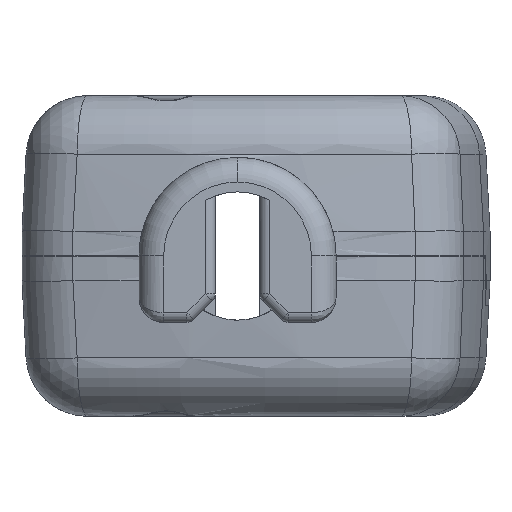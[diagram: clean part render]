
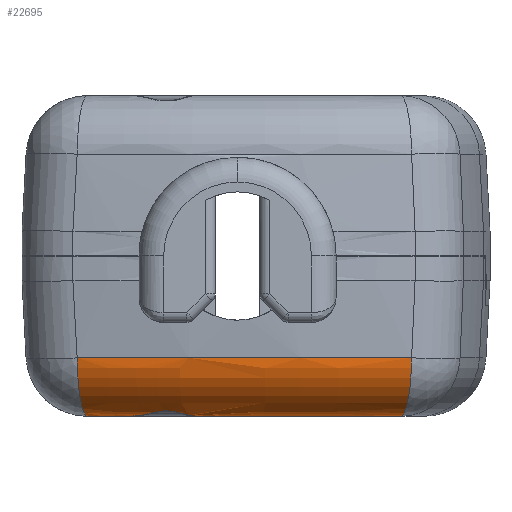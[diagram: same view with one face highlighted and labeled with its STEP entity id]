
A CAD part, left-side view. The second image highlights one B-rep face of the part: STEP entity #22695.
In plain terms, the highlighted toroidal (fillet/blend) face has major radius 36.11 mm and minor radius 2.5 mm.
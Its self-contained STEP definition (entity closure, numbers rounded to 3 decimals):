
#58=TOROIDAL_SURFACE('',#24076,36.11,2.5);
#618=B_SPLINE_CURVE_WITH_KNOTS('',3,(#32622,#32623,#32624,#32625),
 .UNSPECIFIED.,.F.,.F.,(4,4),(0.,1.),.UNSPECIFIED.);
#619=B_SPLINE_CURVE_WITH_KNOTS('',3,(#32627,#32628,#32629,#32630,#32631),
 .UNSPECIFIED.,.F.,.F.,(4,1,4),(0.,0.5,1.),
 .UNSPECIFIED.);
#620=B_SPLINE_CURVE_WITH_KNOTS('',3,(#32633,#32634,#32635,#32636),
 .UNSPECIFIED.,.F.,.F.,(4,4),(0.,1.),.UNSPECIFIED.);
#621=B_SPLINE_CURVE_WITH_KNOTS('',3,(#32638,#32639,#32640,#32641),
 .UNSPECIFIED.,.F.,.F.,(4,4),(0.,1.),.UNSPECIFIED.);
#6583=ORIENTED_EDGE('',*,*,#13359,.T.);
#6584=ORIENTED_EDGE('',*,*,#13360,.F.);
#6585=ORIENTED_EDGE('',*,*,#13361,.T.);
#6586=ORIENTED_EDGE('',*,*,#13362,.T.);
#6587=ORIENTED_EDGE('',*,*,#13363,.T.);
#6588=ORIENTED_EDGE('',*,*,#13364,.T.);
#6589=ORIENTED_EDGE('',*,*,#13365,.F.);
#6590=ORIENTED_EDGE('',*,*,#13354,.F.);
#6591=ORIENTED_EDGE('',*,*,#13366,.F.);
#13354=EDGE_CURVE('',#16703,#16694,#18692,.T.);
#13359=EDGE_CURVE('',#16706,#16707,#18696,.T.);
#13360=EDGE_CURVE('',#16708,#16707,#18697,.T.);
#13361=EDGE_CURVE('',#16708,#16709,#618,.T.);
#13362=EDGE_CURVE('',#16709,#16710,#619,.T.);
#13363=EDGE_CURVE('',#16710,#16711,#620,.T.);
#13364=EDGE_CURVE('',#16711,#16712,#621,.T.);
#13365=EDGE_CURVE('',#16694,#16712,#18698,.T.);
#13366=EDGE_CURVE('',#16706,#16703,#18699,.T.);
#16694=VERTEX_POINT('',#32573);
#16703=VERTEX_POINT('',#32604);
#16706=VERTEX_POINT('',#32618);
#16707=VERTEX_POINT('',#32619);
#16708=VERTEX_POINT('',#32621);
#16709=VERTEX_POINT('',#32626);
#16710=VERTEX_POINT('',#32632);
#16711=VERTEX_POINT('',#32637);
#16712=VERTEX_POINT('',#32642);
#18692=CIRCLE('',#24071,2.5);
#18696=CIRCLE('',#24077,2.5);
#18697=CIRCLE('',#24078,36.11);
#18698=CIRCLE('',#24079,36.11);
#18699=CIRCLE('',#24080,38.606);
#19187=EDGE_LOOP('',(#6583,#6584,#6585,#6586,#6587,#6588,#6589,#6590,#6591));
#20529=FACE_BOUND('',#19187,.T.);
#22695=ADVANCED_FACE('',(#20529),#58,.T.);
#24071=AXIS2_PLACEMENT_3D('',#32603,#26234,#26235);
#24076=AXIS2_PLACEMENT_3D('',#32616,#26244,#26245);
#24077=AXIS2_PLACEMENT_3D('',#32617,#26246,#26247);
#24078=AXIS2_PLACEMENT_3D('',#32620,#26248,#26249);
#24079=AXIS2_PLACEMENT_3D('',#32643,#26250,#26251);
#24080=AXIS2_PLACEMENT_3D('',#32644,#26252,#26253);
#26234=DIRECTION('',(0.183,-0.983,0.));
#26235=DIRECTION('',(0.983,0.183,0.));
#26244=DIRECTION('',(0.,0.,1.));
#26245=DIRECTION('',(1.,0.,0.));
#26246=DIRECTION('',(-0.169,-0.986,0.));
#26247=DIRECTION('',(-0.986,0.169,0.));
#26248=DIRECTION('',(0.,0.,-1.));
#26249=DIRECTION('',(1.,0.,0.));
#26250=DIRECTION('',(0.,0.,-1.));
#26251=DIRECTION('',(1.,0.,0.));
#26252=DIRECTION('',(0.,0.,1.));
#26253=DIRECTION('',(-1.,0.,0.));
#32573=CARTESIAN_POINT('',(-86.696,-12.179,-0.2));
#32603=CARTESIAN_POINT('',(-86.696,-12.179,2.3));
#32604=CARTESIAN_POINT('',(-89.15,-12.635,2.169));
#32616=CARTESIAN_POINT('',(-51.194,-5.579,2.3));
#32617=CARTESIAN_POINT('',(-86.785,0.522,2.3));
#32618=CARTESIAN_POINT('',(-89.245,0.944,2.169));
#32619=CARTESIAN_POINT('',(-86.785,0.522,-0.2));
#32620=CARTESIAN_POINT('',(-51.194,-5.579,-0.2));
#32621=CARTESIAN_POINT('',(-87.042,-1.237,-0.2));
#32622=CARTESIAN_POINT('',(-87.042,-1.237,-0.2));
#32623=CARTESIAN_POINT('',(-87.367,-1.537,-0.2));
#32624=CARTESIAN_POINT('',(-87.652,-1.8,-0.151));
#32625=CARTESIAN_POINT('',(-87.893,-2.022,-0.081));
#32626=CARTESIAN_POINT('',(-87.893,-2.022,-0.081));
#32627=CARTESIAN_POINT('',(-87.893,-2.022,-0.081));
#32628=CARTESIAN_POINT('',(-88.093,-2.207,-0.023));
#32629=CARTESIAN_POINT('',(-88.317,-2.729,0.067));
#32630=CARTESIAN_POINT('',(-88.085,-3.24,-0.06));
#32631=CARTESIAN_POINT('',(-87.884,-3.425,-0.116));
#32632=CARTESIAN_POINT('',(-87.884,-3.425,-0.116));
#32633=CARTESIAN_POINT('',(-87.884,-3.425,-0.116));
#32634=CARTESIAN_POINT('',(-87.828,-3.477,-0.132));
#32635=CARTESIAN_POINT('',(-87.771,-3.529,-0.145));
#32636=CARTESIAN_POINT('',(-87.714,-3.582,-0.156));
#32637=CARTESIAN_POINT('',(-87.714,-3.582,-0.156));
#32638=CARTESIAN_POINT('',(-87.714,-3.582,-0.156));
#32639=CARTESIAN_POINT('',(-87.585,-3.701,-0.182));
#32640=CARTESIAN_POINT('',(-87.433,-3.784,-0.2));
#32641=CARTESIAN_POINT('',(-87.262,-3.832,-0.2));
#32642=CARTESIAN_POINT('',(-87.262,-3.832,-0.2));
#32643=CARTESIAN_POINT('',(-51.194,-5.579,-0.2));
#32644=CARTESIAN_POINT('',(-51.194,-5.579,2.169));
